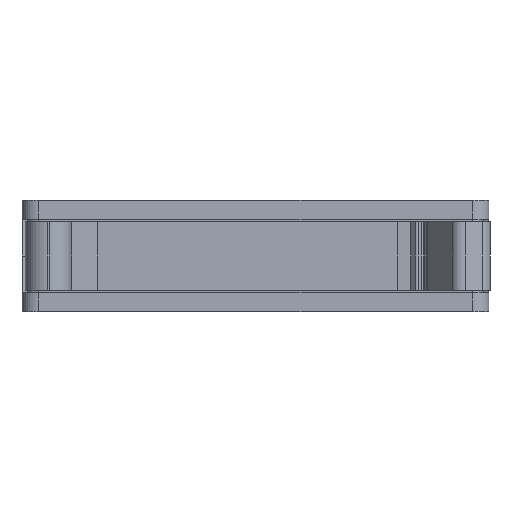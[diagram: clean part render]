
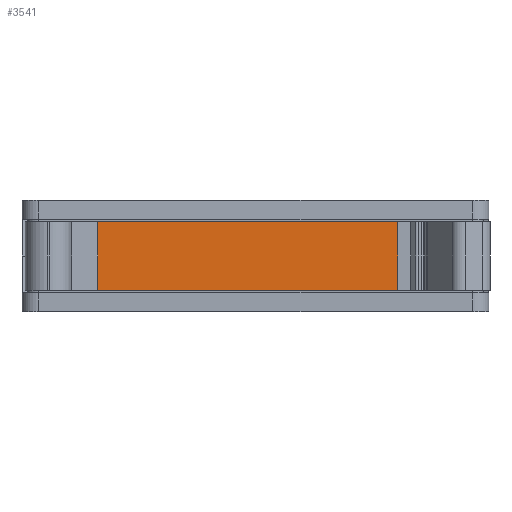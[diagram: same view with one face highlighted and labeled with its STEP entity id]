
A CAD part, front view. The second image highlights one B-rep face of the part: STEP entity #3541.
In plain terms, the highlighted planar face has unit normal (0, -1, 0).
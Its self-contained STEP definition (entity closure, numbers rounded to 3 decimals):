
#247 = CARTESIAN_POINT ( 'NONE',  ( -16.959, -15.745, -2.908 ) ) ;
#474 = ORIENTED_EDGE ( 'NONE', *, *, #3587, .F. ) ;
#1104 = VECTOR ( 'NONE', #7420, 1000. ) ;
#1366 = DIRECTION ( 'NONE',  ( 1., 0., 0. ) ) ;
#1696 = CARTESIAN_POINT ( 'NONE',  ( -16.959, -15.745, -11.044 ) ) ;
#2341 = EDGE_CURVE ( 'NONE', #3881, #8409, #7387, .T. ) ;
#2377 = FACE_OUTER_BOUND ( 'NONE', #4087, .T. ) ;
#2805 = ORIENTED_EDGE ( 'NONE', *, *, #7788, .T. ) ;
#3255 = VECTOR ( 'NONE', #6703, 1000. ) ;
#3356 = LINE ( 'NONE', #7639, #6269 ) ;
#3541 = ADVANCED_FACE ( 'NONE', ( #2377 ), #5369, .F. ) ;
#3587 = EDGE_CURVE ( 'NONE', #7224, #4666, #3356, .T. ) ;
#3881 = VERTEX_POINT ( 'NONE', #247 ) ;
#4087 = EDGE_LOOP ( 'NONE', ( #2805, #474, #6341, #6569 ) ) ;
#4510 = AXIS2_PLACEMENT_3D ( 'NONE', #5730, #6551, #6882 ) ;
#4666 = VERTEX_POINT ( 'NONE', #5654 ) ;
#5369 = PLANE ( 'NONE',  #4510 ) ;
#5507 = DIRECTION ( 'NONE',  ( 0., 0., -1. ) ) ;
#5605 = LINE ( 'NONE', #6293, #3255 ) ;
#5654 = CARTESIAN_POINT ( 'NONE',  ( 10.014, -15.745, -2.908 ) ) ;
#5730 = CARTESIAN_POINT ( 'NONE',  ( 10.014, -15.745, -23.432 ) ) ;
#5962 = VECTOR ( 'NONE', #1366, 1000. ) ;
#6182 = EDGE_CURVE ( 'NONE', #7224, #8409, #5605, .T. ) ;
#6269 = VECTOR ( 'NONE', #5507, 1000. ) ;
#6293 = CARTESIAN_POINT ( 'NONE',  ( 10.014, -15.745, 3.292 ) ) ;
#6341 = ORIENTED_EDGE ( 'NONE', *, *, #6182, .T. ) ;
#6551 = DIRECTION ( 'NONE',  ( 0., 1., 0. ) ) ;
#6569 = ORIENTED_EDGE ( 'NONE', *, *, #2341, .F. ) ;
#6703 = DIRECTION ( 'NONE',  ( -1., 0., 0. ) ) ;
#6882 = DIRECTION ( 'NONE',  ( 0., 0., 1. ) ) ;
#7224 = VERTEX_POINT ( 'NONE', #7537 ) ;
#7387 = LINE ( 'NONE', #1696, #1104 ) ;
#7420 = DIRECTION ( 'NONE',  ( 0., 0., 1. ) ) ;
#7537 = CARTESIAN_POINT ( 'NONE',  ( 10.014, -15.745, 3.292 ) ) ;
#7639 = CARTESIAN_POINT ( 'NONE',  ( 10.014, -15.745, 11.592 ) ) ;
#7707 = CARTESIAN_POINT ( 'NONE',  ( -16.959, -15.745, 3.292 ) ) ;
#7788 = EDGE_CURVE ( 'NONE', #3881, #4666, #7798, .T. ) ;
#7798 = LINE ( 'NONE', #7908, #5962 ) ;
#7908 = CARTESIAN_POINT ( 'NONE',  ( 10.014, -15.745, -2.908 ) ) ;
#8409 = VERTEX_POINT ( 'NONE', #7707 ) ;
